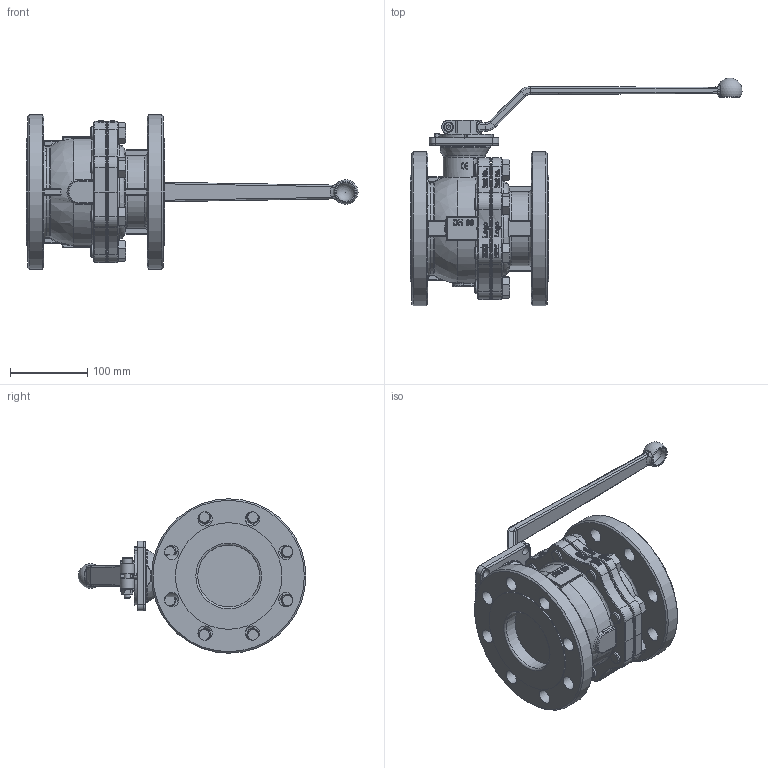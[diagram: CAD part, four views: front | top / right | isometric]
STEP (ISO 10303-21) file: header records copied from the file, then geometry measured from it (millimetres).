
FILE_DESCRIPTION(/* description */ (''),/* implementation_level */ '2;1');
FILE_NAME(/* name */ '71M_71MS_PN16_R27_80.stp',/* time_stamp */ '2021-06-16T10:07:34+02:00',/* author */ ('sga-ext'),/* organization */ (''),/* preprocessor_version */ 'ST-DEVELOPER v18.1',/* originating_system */ 'Autodesk Inventor 2021',/* authorisation */ '');
FILE_SCHEMA (('AUTOMOTIVE_DESIGN { 1 0 10303 214 3 1 1 }'));
Products named in the file (1): ENG-069066
Bounding box: 429.97 x 295 x 200 mm (x, y, z)
Volume: 3319813.1 mm3; surface area: 332620.7 mm2
Topology: 1 solids, 1 shells, 1409 faces, 3668 edges, 2326 vertices
Faces by surface type: plane 474, bspline 389, cylinder 311, torus 130, cone 96, sphere 9
Full cylindrical faces by diameter (mm): 6 x1, 8 x2, 8.5 x2, 11 x4, 13 x1, 14.917 x8, 16 x16, 17.5 x8, 18.5 x16, 22 x8, 24 x1, 54 x1, 80 x2, 138 x2, 200 x2
Entity records: 102007 total; most frequent: CARTESIAN_POINT 68794, ORIENTED_EDGE 7326, DIRECTION 5506, EDGE_CURVE 3663, VERTEX_POINT 2326, AXIS2_PLACEMENT_3D 2066, EDGE_LOOP 1559, FACE_OUTER_BOUND 1409
